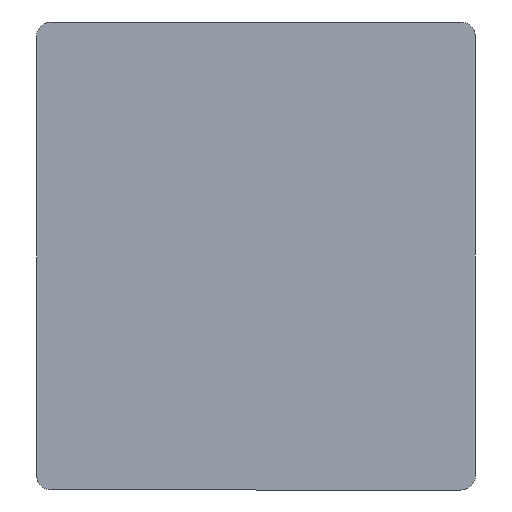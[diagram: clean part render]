
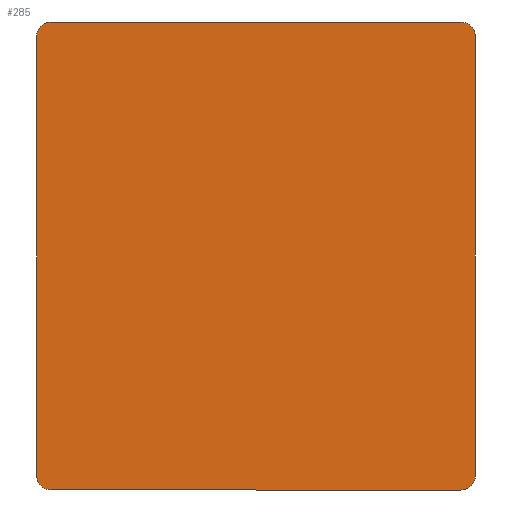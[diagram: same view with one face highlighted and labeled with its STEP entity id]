
A CAD part, front view. The second image highlights one B-rep face of the part: STEP entity #285.
In plain terms, the highlighted planar face has unit normal (0, -1, 0).
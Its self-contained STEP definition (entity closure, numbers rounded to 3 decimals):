
#3 = CARTESIAN_POINT ( 'NONE',  ( 0.75, 0.3, -0.779 ) ) ;
#11 = VERTEX_POINT ( 'NONE', #27 ) ;
#18 = CARTESIAN_POINT ( 'NONE',  ( -0.75, 0.3, -0.779 ) ) ;
#24 = LINE ( 'NONE', #175, #302 ) ;
#27 = CARTESIAN_POINT ( 'NONE',  ( 0.75, 0.3, -0.75 ) ) ;
#47 = CARTESIAN_POINT ( 'NONE',  ( 0.75, 0.3, -0.8 ) ) ;
#49 = CARTESIAN_POINT ( 'NONE',  ( -0.75, 0.3, 0.8 ) ) ;
#55 = CARTESIAN_POINT ( 'NONE',  ( -0.7, 0.3, -0.8 ) ) ;
#57 = CARTESIAN_POINT ( 'NONE',  ( -0.75, 0.3, -0.75 ) ) ;
#75 = CARTESIAN_POINT ( 'NONE',  ( 0., 0.3, 0. ) ) ;
#86 = CARTESIAN_POINT ( 'NONE',  ( -0.75, 0.3, 0.75 ) ) ;
#95 = EDGE_CURVE ( 'NONE', #326, #363, #176, .T. ) ;
#99 = ORIENTED_EDGE ( 'NONE', *, *, #156, .F. ) ;
#101 = CARTESIAN_POINT ( 'NONE',  ( -0.7, 0.3, -0.8 ) ) ;
#103 = VERTEX_POINT ( 'NONE', #504 ) ;
#110 = ORIENTED_EDGE ( 'NONE', *, *, #159, .F. ) ;
#116 = FACE_OUTER_BOUND ( 'NONE', #246, .T. ) ;
#118 = CARTESIAN_POINT ( 'NONE',  ( 0.729, 0.3, 0.8 ) ) ;
#120 = CARTESIAN_POINT ( 'NONE',  ( 0.7, 0.3, 0.8 ) ) ;
#127 = CARTESIAN_POINT ( 'NONE',  ( 0.75, 0.3, 0.8 ) ) ;
#129 = VECTOR ( 'NONE', #133, 1000. ) ;
#133 = DIRECTION ( 'NONE',  ( -1., 0., 0. ) ) ;
#146 = LINE ( 'NONE', #127, #396 ) ;
#155 = DIRECTION ( 'NONE',  ( 0., 0., 1. ) ) ;
#156 = EDGE_CURVE ( 'NONE', #491, #482, #292, .T. ) ;
#159 = EDGE_CURVE ( 'NONE', #103, #264, #211, .T. ) ;
#161 = ORIENTED_EDGE ( 'NONE', *, *, #95, .T. ) ;
#163 = VERTEX_POINT ( 'NONE', #253 ) ;
#175 = CARTESIAN_POINT ( 'NONE',  ( 0.75, 0.3, 0.8 ) ) ;
#176 =( BOUNDED_CURVE ( )  B_SPLINE_CURVE ( 3, ( #308, #387, #118, #306 ),
 .UNSPECIFIED., .F., .F. ) 
 B_SPLINE_CURVE_WITH_KNOTS ( ( 4, 4 ),
 ( 5.502, 7.065 ),
 .UNSPECIFIED. ) 
 CURVE ( )  GEOMETRIC_REPRESENTATION_ITEM ( )  RATIONAL_B_SPLINE_CURVE ( ( 1., 0.807, 0.807, 1. ) ) 
 REPRESENTATION_ITEM ( '' )  );
#181 = AXIS2_PLACEMENT_3D ( 'NONE', #75, #193, #155 ) ;
#184 = EDGE_CURVE ( 'NONE', #103, #482, #336, .T. ) ;
#193 = DIRECTION ( 'NONE',  ( 0., 1., 0. ) ) ;
#199 = ORIENTED_EDGE ( 'NONE', *, *, #404, .F. ) ;
#211 = LINE ( 'NONE', #49, #428 ) ;
#215 = DIRECTION ( 'NONE',  ( 0., 0., -1. ) ) ;
#235 = PLANE ( 'NONE',  #181 ) ;
#243 = CARTESIAN_POINT ( 'NONE',  ( -0.75, 0.3, 0.779 ) ) ;
#246 = EDGE_LOOP ( 'NONE', ( #110, #415, #99, #465, #199, #161, #255, #282 ) ) ;
#253 = CARTESIAN_POINT ( 'NONE',  ( -0.7, 0.3, 0.8 ) ) ;
#254 = DIRECTION ( 'NONE',  ( 0., 0., 1. ) ) ;
#255 = ORIENTED_EDGE ( 'NONE', *, *, #455, .F. ) ;
#264 = VERTEX_POINT ( 'NONE', #456 ) ;
#271 = CARTESIAN_POINT ( 'NONE',  ( 0.7, 0.3, -0.8 ) ) ;
#282 = ORIENTED_EDGE ( 'NONE', *, *, #419, .T. ) ;
#285 = ADVANCED_FACE ( 'NONE', ( #116 ), #235, .F. ) ;
#292 = LINE ( 'NONE', #47, #129 ) ;
#302 = VECTOR ( 'NONE', #215, 1000. ) ;
#306 = CARTESIAN_POINT ( 'NONE',  ( 0.7, 0.3, 0.8 ) ) ;
#308 = CARTESIAN_POINT ( 'NONE',  ( 0.75, 0.3, 0.75 ) ) ;
#317 = CARTESIAN_POINT ( 'NONE',  ( -0.7, 0.3, 0.8 ) ) ;
#322 = CARTESIAN_POINT ( 'NONE',  ( -0.729, 0.3, 0.8 ) ) ;
#326 = VERTEX_POINT ( 'NONE', #506 ) ;
#329 =( BOUNDED_CURVE ( )  B_SPLINE_CURVE ( 3, ( #271, #431, #3, #426 ),
 .UNSPECIFIED., .F., .F. ) 
 B_SPLINE_CURVE_WITH_KNOTS ( ( 4, 4 ),
 ( 5.502, 7.065 ),
 .UNSPECIFIED. ) 
 CURVE ( )  GEOMETRIC_REPRESENTATION_ITEM ( )  RATIONAL_B_SPLINE_CURVE ( ( 1., 0.807, 0.807, 1. ) ) 
 REPRESENTATION_ITEM ( '' )  );
#336 =( BOUNDED_CURVE ( )  B_SPLINE_CURVE ( 3, ( #57, #18, #362, #101 ),
 .UNSPECIFIED., .F., .F. ) 
 B_SPLINE_CURVE_WITH_KNOTS ( ( 4, 4 ),
 ( 5.502, 7.065 ),
 .UNSPECIFIED. ) 
 CURVE ( )  GEOMETRIC_REPRESENTATION_ITEM ( )  RATIONAL_B_SPLINE_CURVE ( ( 1., 0.807, 0.807, 1. ) ) 
 REPRESENTATION_ITEM ( '' )  );
#345 = EDGE_CURVE ( 'NONE', #491, #11, #329, .T. ) ;
#362 = CARTESIAN_POINT ( 'NONE',  ( -0.729, 0.3, -0.8 ) ) ;
#363 = VERTEX_POINT ( 'NONE', #120 ) ;
#387 = CARTESIAN_POINT ( 'NONE',  ( 0.75, 0.3, 0.779 ) ) ;
#396 = VECTOR ( 'NONE', #487, 1000. ) ;
#404 = EDGE_CURVE ( 'NONE', #326, #11, #24, .T. ) ;
#415 = ORIENTED_EDGE ( 'NONE', *, *, #184, .T. ) ;
#419 = EDGE_CURVE ( 'NONE', #163, #264, #443, .T. ) ;
#426 = CARTESIAN_POINT ( 'NONE',  ( 0.75, 0.3, -0.75 ) ) ;
#428 = VECTOR ( 'NONE', #254, 1000. ) ;
#431 = CARTESIAN_POINT ( 'NONE',  ( 0.729, 0.3, -0.8 ) ) ;
#443 =( BOUNDED_CURVE ( )  B_SPLINE_CURVE ( 3, ( #317, #322, #243, #86 ),
 .UNSPECIFIED., .F., .F. ) 
 B_SPLINE_CURVE_WITH_KNOTS ( ( 4, 4 ),
 ( 5.502, 7.065 ),
 .UNSPECIFIED. ) 
 CURVE ( )  GEOMETRIC_REPRESENTATION_ITEM ( )  RATIONAL_B_SPLINE_CURVE ( ( 1., 0.807, 0.807, 1. ) ) 
 REPRESENTATION_ITEM ( '' )  );
#450 = CARTESIAN_POINT ( 'NONE',  ( 0.7, 0.3, -0.8 ) ) ;
#455 = EDGE_CURVE ( 'NONE', #163, #363, #146, .T. ) ;
#456 = CARTESIAN_POINT ( 'NONE',  ( -0.75, 0.3, 0.75 ) ) ;
#465 = ORIENTED_EDGE ( 'NONE', *, *, #345, .T. ) ;
#482 = VERTEX_POINT ( 'NONE', #55 ) ;
#487 = DIRECTION ( 'NONE',  ( 1., 0., 0. ) ) ;
#491 = VERTEX_POINT ( 'NONE', #450 ) ;
#504 = CARTESIAN_POINT ( 'NONE',  ( -0.75, 0.3, -0.75 ) ) ;
#506 = CARTESIAN_POINT ( 'NONE',  ( 0.75, 0.3, 0.75 ) ) ;
